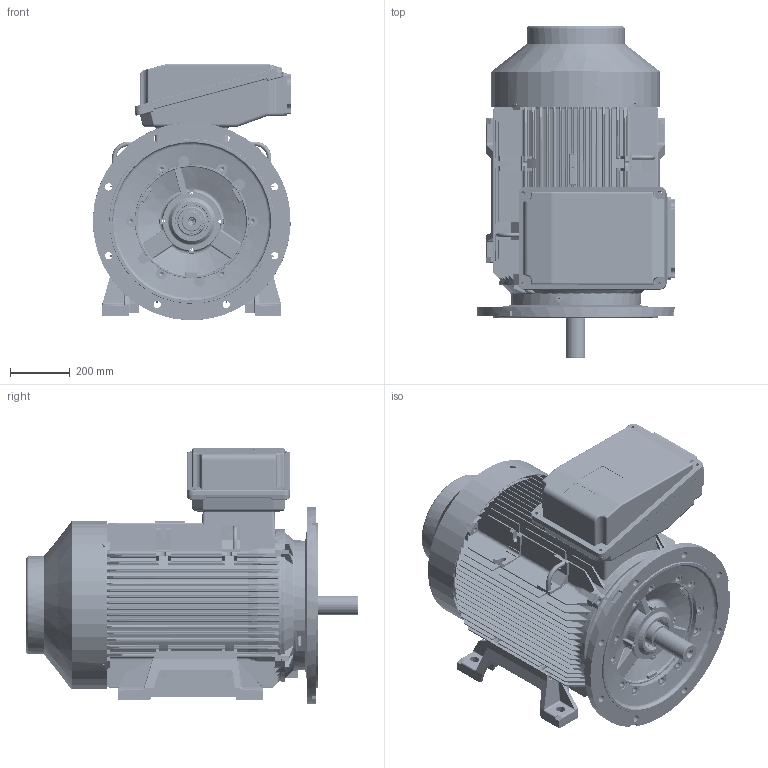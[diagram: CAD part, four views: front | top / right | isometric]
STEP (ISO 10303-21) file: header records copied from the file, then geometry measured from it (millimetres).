
FILE_DESCRIPTION( ( 'Unknown' ), '1' );
FILE_NAME( 'WP-DF315SE B35 2P.stp', 'Unknown', ( 'Unknown' ), ( 'Unknown' ), 'PSStep 17.0.49', 'Unknown', ' ' );
FILE_SCHEMA( ( 'AUTOMOTIVE_DESIGN { 1 0 10303 214 1 1 1 1 }' ) );
Length unit declared in the file: millimetre
Products named in the file (2): 1; w4lfm_sm
Bounding box: 661.73 x 1107.32 x 855.74 mm (x, y, z)
Volume: 52770903.9 mm3; surface area: 9809755.7 mm2
Topology: 2 solids, 5 shells, 7129 faces, 19962 edges, 12752 vertices
Faces by surface type: plane 3685, cylinder 2041, bspline 753, torus 330, cone 222, sphere 86, extrusion 12
Full cylindrical faces by diameter (mm): 3.432 x10, 5 x2, 5.188 x2, 6.647 x1, 6.985 x4, 8 x2, 8.782 x15, 9 x2, 10 x8, 11.979 x1, 12 x12, 14.376 x8, 14.782 x12, 15 x7, 17 x4, 17.97 x1, 19 x28, 20 x3, 21 x1, 24 x8, 60.05 x1, 62.98 x2, 65.02 x1, 76.35 x2, 79.98 x2, 80.016 x2, 89.51 x2, 110 x2, 112.25 x1, 125 x1
Entity records: 413890 total; most frequent: CARTESIAN_POINT 178155, ORIENTED_EDGE 38880, DIRECTION 34454, EDGE_CURVE 19440, VERTEX_POINT 12601, VECTOR 11832, LINE 11820, AXIS2_PLACEMENT_3D 11311
